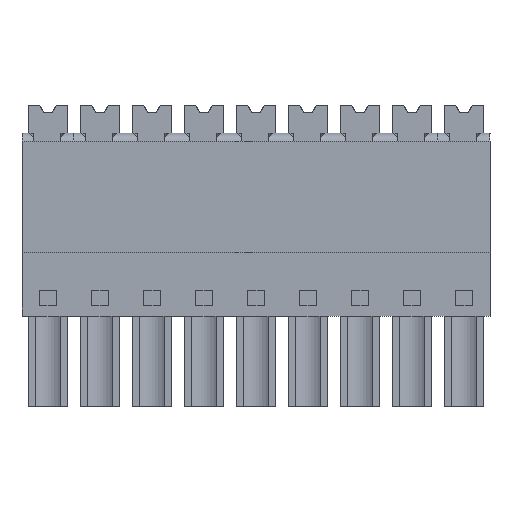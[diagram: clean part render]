
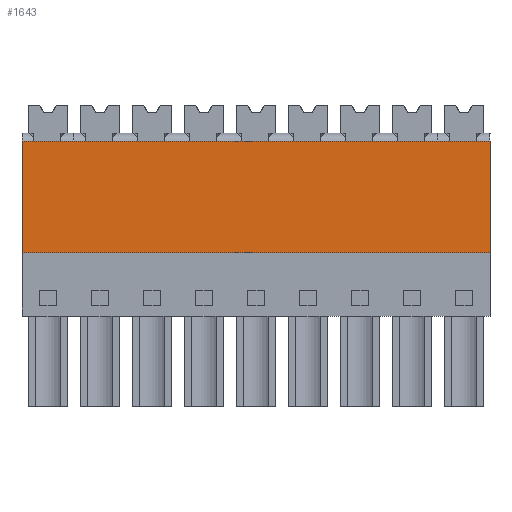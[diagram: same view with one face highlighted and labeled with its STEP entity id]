
A CAD part, front view. The second image highlights one B-rep face of the part: STEP entity #1643.
In plain terms, the highlighted planar face has unit normal (0, -1, 0).
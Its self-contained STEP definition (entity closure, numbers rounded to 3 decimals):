
#1623=AXIS2_PLACEMENT_3D('Plane Axis2P3D',#1620,#1621,#1622) ;
#91=CARTESIAN_POINT('Vertex',(0.,0.,11.25)) ;
#94=CARTESIAN_POINT('Line Origine',(0.,0.,15.325)) ;
#98=CARTESIAN_POINT('Vertex',(0.,0.,19.4)) ;
#1604=CARTESIAN_POINT('Vertex',(34.29,0.,11.25)) ;
#1607=CARTESIAN_POINT('Line Origine',(17.145,0.,11.25)) ;
#1620=CARTESIAN_POINT('Axis2P3D Location',(19.05,0.,11.25)) ;
#1625=CARTESIAN_POINT('Line Origine',(34.29,0.,15.325)) ;
#1629=CARTESIAN_POINT('Vertex',(34.29,0.,19.4)) ;
#1632=CARTESIAN_POINT('Line Origine',(17.145,0.,19.4)) ;
#95=DIRECTION('Vector Direction',(0.,0.,1.)) ;
#1608=DIRECTION('Vector Direction',(1.,0.,0.)) ;
#1621=DIRECTION('Axis2P3D Direction',(0.,1.,0.)) ;
#1622=DIRECTION('Axis2P3D XDirection',(0.,0.,1.)) ;
#1626=DIRECTION('Vector Direction',(0.,0.,1.)) ;
#1633=DIRECTION('Vector Direction',(1.,0.,0.)) ;
#96=VECTOR('Line Direction',#95,1.) ;
#1609=VECTOR('Line Direction',#1608,1.) ;
#1627=VECTOR('Line Direction',#1626,1.) ;
#1634=VECTOR('Line Direction',#1633,1.) ;
#1638=ORIENTED_EDGE('',*,*,#100,.F.) ;
#1639=ORIENTED_EDGE('',*,*,#1611,.T.) ;
#1640=ORIENTED_EDGE('',*,*,#1631,.T.) ;
#1641=ORIENTED_EDGE('',*,*,#1636,.F.) ;
#1643=ADVANCED_FACE('HOUSING',(#1642),#1624,.F.) ;
#100=EDGE_CURVE('',#92,#99,#97,.T.) ;
#1611=EDGE_CURVE('',#92,#1605,#1610,.T.) ;
#1631=EDGE_CURVE('',#1605,#1630,#1628,.T.) ;
#1636=EDGE_CURVE('',#99,#1630,#1635,.T.) ;
#1637=EDGE_LOOP('',(#1638,#1639,#1640,#1641)) ;
#1642=FACE_OUTER_BOUND('',#1637,.T.) ;
#97=LINE('Line',#94,#96) ;
#1610=LINE('Line',#1607,#1609) ;
#1628=LINE('Line',#1625,#1627) ;
#1635=LINE('Line',#1632,#1634) ;
#1624=PLANE('',#1623) ;
#92=VERTEX_POINT('',#91) ;
#99=VERTEX_POINT('',#98) ;
#1605=VERTEX_POINT('',#1604) ;
#1630=VERTEX_POINT('',#1629) ;
